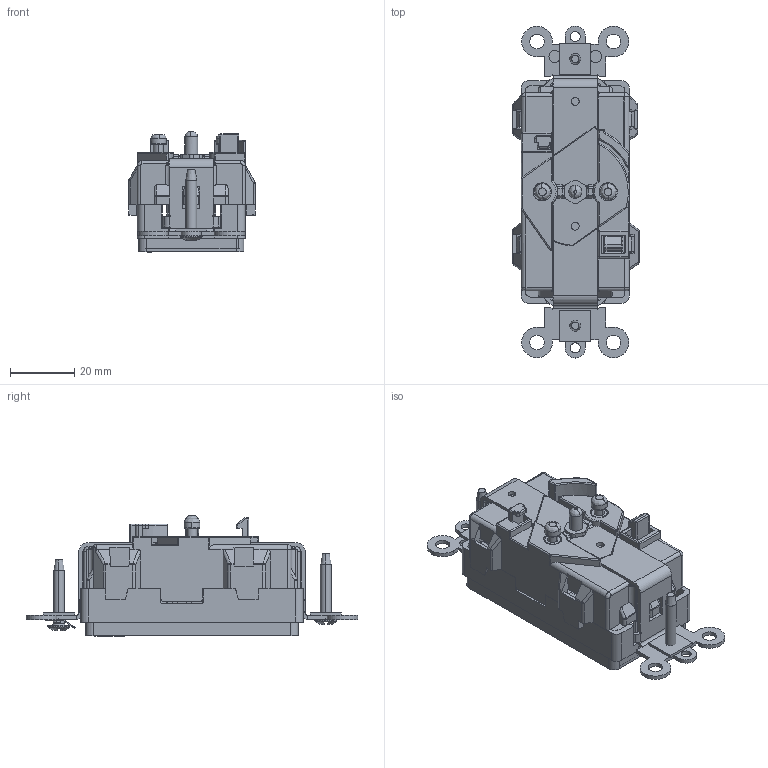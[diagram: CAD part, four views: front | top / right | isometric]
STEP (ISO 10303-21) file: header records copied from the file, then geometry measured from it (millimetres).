
FILE_DESCRIPTION (( 'STEP AP214' ), '1' );
FILE_NAME ('CATSTD-MT162-000-M01.STEP', '2020-10-06T19:23:03', ( '' ), ( '' ), 'SwSTEP 2.0', 'SolidWorks 2020', '' );
FILE_SCHEMA (( 'AUTOMOTIVE_DESIGN' ));
Length unit declared in the file: inch
Products named in the file (1): CATSTD-MT162-000-M01
Bounding box: 39.34 x 103.38 x 37.63 mm (x, y, z)
Volume: 18907.5 mm3; surface area: 29461.3 mm2
Topology: 11 solids, 11 shells, 1864 faces, 5070 edges, 3275 vertices
Faces by surface type: plane 1238, cylinder 450, bspline 123, cone 48, torus 4, sphere 1
Entity records: 87070 total; most frequent: CARTESIAN_POINT 17185, ORIENTED_EDGE 10102, DIRECTION 8449, EDGE_CURVE 5051, LINE 3601, VECTOR 3601, VERTEX_POINT 3274, AXIS2_PLACEMENT_3D 2424
